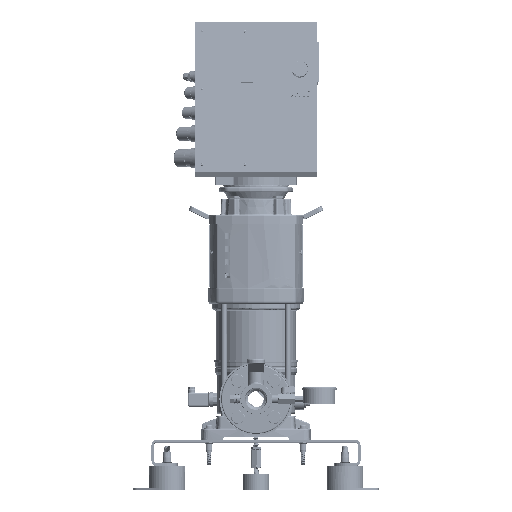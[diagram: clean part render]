
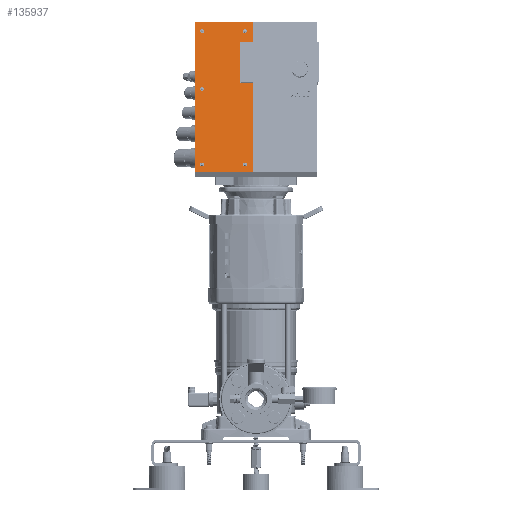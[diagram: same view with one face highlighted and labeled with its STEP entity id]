
A CAD part, top view. The second image highlights one B-rep face of the part: STEP entity #135937.
In plain terms, the highlighted planar face has unit normal (0, 0.174, 0.985).
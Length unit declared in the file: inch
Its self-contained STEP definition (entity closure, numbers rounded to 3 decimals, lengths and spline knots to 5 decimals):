
#11457 = FACE_BOUND ( 'NONE', #24702, .T. ) ;
#15782 = FACE_BOUND ( 'NONE', #120053, .T. ) ;
#24702 = EDGE_LOOP ( 'NONE', ( #254349 ) ) ;
#26256 = VECTOR ( 'NONE', #111742, 39.37008 ) ;
#26917 = VERTEX_POINT ( 'NONE', #435603 ) ;
#30008 = VERTEX_POINT ( 'NONE', #340090 ) ;
#32903 = VERTEX_POINT ( 'NONE', #205083 ) ;
#33276 = CARTESIAN_POINT ( 'NONE',  ( -1.21797, 4.45082, 0.23217 ) ) ;
#34280 = EDGE_LOOP ( 'NONE', ( #154473, #209776, #378054, #245131, #41100, #215036, #137468, #55837 ) ) ;
#36252 = AXIS2_PLACEMENT_3D ( 'NONE', #75604, #79911, #108690 ) ;
#41100 = ORIENTED_EDGE ( 'NONE', *, *, #61526, .F. ) ;
#42166 = DIRECTION ( 'NONE',  ( 0., -0.985, 0.174 ) ) ;
#50865 = DIRECTION ( 'NONE',  ( 0., -0.985, 0.174 ) ) ;
#55837 = ORIENTED_EDGE ( 'NONE', *, *, #363791, .T. ) ;
#57301 = DIRECTION ( 'NONE',  ( 0., -0.985, 0.174 ) ) ;
#61526 = EDGE_CURVE ( 'NONE', #104554, #171448, #302021, .T. ) ;
#72139 = CARTESIAN_POINT ( 'NONE',  ( -4.0625, 0.87166, 0.86328 ) ) ;
#75604 = CARTESIAN_POINT ( 'NONE',  ( 0., 0.25994, 0.97114 ) ) ;
#79881 = ORIENTED_EDGE ( 'NONE', *, *, #95969, .F. ) ;
#79911 = DIRECTION ( 'NONE',  ( 0., -0.174, -0.985 ) ) ;
#81207 = EDGE_CURVE ( 'NONE', #103449, #103449, #125099, .T. ) ;
#90442 = CIRCLE ( 'NONE', #189138, 0.15 ) ;
#95969 = EDGE_CURVE ( 'NONE', #226269, #226269, #90442, .T. ) ;
#96858 = EDGE_CURVE ( 'NONE', #219189, #182857, #399224, .T. ) ;
#98041 = VERTEX_POINT ( 'NONE', #234957 ) ;
#103449 = VERTEX_POINT ( 'NONE', #171903 ) ;
#104383 = EDGE_CURVE ( 'NONE', #98041, #98041, #141779, .T. ) ;
#104554 = VERTEX_POINT ( 'NONE', #165474 ) ;
#108690 = DIRECTION ( 'NONE',  ( -1., 0., 0. ) ) ;
#111742 = DIRECTION ( 'NONE',  ( 0., -0.985, 0.174 ) ) ;
#113904 = CARTESIAN_POINT ( 'NONE',  ( -4.5625, 5.92259, -0.02734 ) ) ;
#115200 = FACE_BOUND ( 'NONE', #164936, .T. ) ;
#120053 = EDGE_LOOP ( 'NONE', ( #380475 ) ) ;
#121702 = EDGE_LOOP ( 'NONE', ( #79881 ) ) ;
#125099 = CIRCLE ( 'NONE', #350911, 0.15 ) ;
#129627 = CARTESIAN_POINT ( 'NONE',  ( -0.25, 1.35004, 0.77892 ) ) ;
#134058 = DIRECTION ( 'NONE',  ( -1., 0., 0. ) ) ;
#135378 = LINE ( 'NONE', #237025, #152719 ) ;
#135937 = ADVANCED_FACE ( 'NONE', ( #11457, #15782, #146164, #115200, #415786, #276607 ), #411430, .F. ) ;
#137468 = ORIENTED_EDGE ( 'NONE', *, *, #349870, .T. ) ;
#141779 = CIRCLE ( 'NONE', #198217, 0.15 ) ;
#146164 = FACE_BOUND ( 'NONE', #256525, .T. ) ;
#148888 = CARTESIAN_POINT ( 'NONE',  ( -0.25, 1.35004, 0.77892 ) ) ;
#149967 = VECTOR ( 'NONE', #361096, 39.37008 ) ;
#152407 = DIRECTION ( 'NONE',  ( 0., 0.174, 0.985 ) ) ;
#152719 = VECTOR ( 'NONE', #270204, 39.37008 ) ;
#154473 = ORIENTED_EDGE ( 'NONE', *, *, #187797, .T. ) ;
#158080 = EDGE_CURVE ( 'NONE', #26917, #26917, #248713, .T. ) ;
#164936 = EDGE_LOOP ( 'NONE', ( #200612 ) ) ;
#165474 = CARTESIAN_POINT ( 'NONE',  ( -0.25, 4.45082, 0.23217 ) ) ;
#169082 = VERTEX_POINT ( 'NONE', #305373 ) ;
#170345 = DIRECTION ( 'NONE',  ( 0., 0.174, 0.985 ) ) ;
#171448 = VERTEX_POINT ( 'NONE', #33276 ) ;
#171903 = CARTESIAN_POINT ( 'NONE',  ( -4.0625, 0.72394, 0.88932 ) ) ;
#180693 = CIRCLE ( 'NONE', #215967, 0.15055 ) ;
#182857 = VERTEX_POINT ( 'NONE', #337697 ) ;
#184531 = LINE ( 'NONE', #113904, #26256 ) ;
#187797 = EDGE_CURVE ( 'NONE', #169082, #182857, #427467, .T. ) ;
#189138 = AXIS2_PLACEMENT_3D ( 'NONE', #377989, #170345, #42166 ) ;
#191897 = DIRECTION ( 'NONE',  ( 0., -0.985, 0.174 ) ) ;
#198217 = AXIS2_PLACEMENT_3D ( 'NONE', #258416, #152407, #50865 ) ;
#200612 = ORIENTED_EDGE ( 'NONE', *, *, #226210, .F. ) ;
#204600 = DIRECTION ( 'NONE',  ( 0., -0.985, 0.174 ) ) ;
#205083 = CARTESIAN_POINT ( 'NONE',  ( -0.83761, 5.08496, 0.12036 ) ) ;
#209776 = ORIENTED_EDGE ( 'NONE', *, *, #96858, .F. ) ;
#213780 = VECTOR ( 'NONE', #134058, 39.37008 ) ;
#215036 = ORIENTED_EDGE ( 'NONE', *, *, #338128, .F. ) ;
#215967 = AXIS2_PLACEMENT_3D ( 'NONE', #258245, #393053, #191897 ) ;
#219189 = VERTEX_POINT ( 'NONE', #148888 ) ;
#226210 = EDGE_CURVE ( 'NONE', #32903, #32903, #180693, .T. ) ;
#226269 = VERTEX_POINT ( 'NONE', #392090 ) ;
#227755 = LINE ( 'NONE', #263107, #402977 ) ;
#229476 = LINE ( 'NONE', #333307, #309796 ) ;
#234319 = DIRECTION ( 'NONE',  ( -1., 0., 0. ) ) ;
#234957 = CARTESIAN_POINT ( 'NONE',  ( -0.83761, -4.96866, 1.89308 ) ) ;
#237025 = CARTESIAN_POINT ( 'NONE',  ( -0.25, 5.9812, -0.03767 ) ) ;
#238460 = CARTESIAN_POINT ( 'NONE',  ( -0.25, 5.92259, -0.02734 ) ) ;
#241765 = AXIS2_PLACEMENT_3D ( 'NONE', #299177, #398661, #296990 ) ;
#245131 = ORIENTED_EDGE ( 'NONE', *, *, #345674, .F. ) ;
#248713 = CIRCLE ( 'NONE', #241765, 0.15 ) ;
#249260 = EDGE_CURVE ( 'NONE', #30008, #219189, #227755, .T. ) ;
#254349 = ORIENTED_EDGE ( 'NONE', *, *, #104383, .F. ) ;
#256525 = EDGE_LOOP ( 'NONE', ( #362353 ) ) ;
#258245 = CARTESIAN_POINT ( 'NONE',  ( -0.83761, 5.23322, 0.09422 ) ) ;
#258416 = CARTESIAN_POINT ( 'NONE',  ( -0.83761, -4.82094, 1.86703 ) ) ;
#263107 = CARTESIAN_POINT ( 'NONE',  ( -1.21797, 1.35004, 0.77892 ) ) ;
#268805 = DIRECTION ( 'NONE',  ( 0., 0.174, 0.985 ) ) ;
#270204 = DIRECTION ( 'NONE',  ( 0., -0.985, 0.174 ) ) ;
#276607 = FACE_OUTER_BOUND ( 'NONE', #34280, .T. ) ;
#284567 = VECTOR ( 'NONE', #234319, 39.37008 ) ;
#296990 = DIRECTION ( 'NONE',  ( 0., -0.985, 0.174 ) ) ;
#299177 = CARTESIAN_POINT ( 'NONE',  ( -4.0625, -4.82094, 1.86703 ) ) ;
#302021 = LINE ( 'NONE', #436837, #213780 ) ;
#305373 = CARTESIAN_POINT ( 'NONE',  ( -4.5625, -5.4027, 1.96962 ) ) ;
#309796 = VECTOR ( 'NONE', #57301, 39.37008 ) ;
#331585 = DIRECTION ( 'NONE',  ( 1., 0., 0. ) ) ;
#333307 = CARTESIAN_POINT ( 'NONE',  ( -1.21797, 4.45082, 0.23217 ) ) ;
#337697 = CARTESIAN_POINT ( 'NONE',  ( -0.25, -5.4027, 1.96962 ) ) ;
#338128 = EDGE_CURVE ( 'NONE', #408997, #104554, #135378, .T. ) ;
#340090 = CARTESIAN_POINT ( 'NONE',  ( -1.21797, 1.35004, 0.77892 ) ) ;
#345674 = EDGE_CURVE ( 'NONE', #171448, #30008, #229476, .T. ) ;
#349870 = EDGE_CURVE ( 'NONE', #408997, #358438, #395787, .T. ) ;
#350911 = AXIS2_PLACEMENT_3D ( 'NONE', #72139, #268805, #374803 ) ;
#358438 = VERTEX_POINT ( 'NONE', #395526 ) ;
#361096 = DIRECTION ( 'NONE',  ( 1., 0., 0. ) ) ;
#362353 = ORIENTED_EDGE ( 'NONE', *, *, #81207, .F. ) ;
#363791 = EDGE_CURVE ( 'NONE', #358438, #169082, #184531, .T. ) ;
#374803 = DIRECTION ( 'NONE',  ( 0., -0.985, 0.174 ) ) ;
#377989 = CARTESIAN_POINT ( 'NONE',  ( -4.0625, 5.23322, 0.09422 ) ) ;
#378054 = ORIENTED_EDGE ( 'NONE', *, *, #249260, .F. ) ;
#380475 = ORIENTED_EDGE ( 'NONE', *, *, #158080, .F. ) ;
#392090 = CARTESIAN_POINT ( 'NONE',  ( -4.0625, 5.0855, 0.12026 ) ) ;
#393053 = DIRECTION ( 'NONE',  ( 0., 0.174, 0.985 ) ) ;
#394210 = VECTOR ( 'NONE', #204600, 39.37008 ) ;
#395526 = CARTESIAN_POINT ( 'NONE',  ( -4.5625, 5.92259, -0.02734 ) ) ;
#395787 = LINE ( 'NONE', #433317, #284567 ) ;
#398661 = DIRECTION ( 'NONE',  ( 0., 0.174, 0.985 ) ) ;
#399224 = LINE ( 'NONE', #129627, #394210 ) ;
#402977 = VECTOR ( 'NONE', #331585, 39.37008 ) ;
#408997 = VERTEX_POINT ( 'NONE', #238460 ) ;
#411430 = PLANE ( 'NONE',  #36252 ) ;
#415786 = FACE_BOUND ( 'NONE', #121702, .T. ) ;
#423119 = CARTESIAN_POINT ( 'NONE',  ( 4.5625, -5.4027, 1.96962 ) ) ;
#427467 = LINE ( 'NONE', #423119, #149967 ) ;
#433317 = CARTESIAN_POINT ( 'NONE',  ( 4.5625, 5.92259, -0.02734 ) ) ;
#435603 = CARTESIAN_POINT ( 'NONE',  ( -4.0625, -4.96866, 1.89308 ) ) ;
#436837 = CARTESIAN_POINT ( 'NONE',  ( -1.21797, 4.45082, 0.23217 ) ) ;
